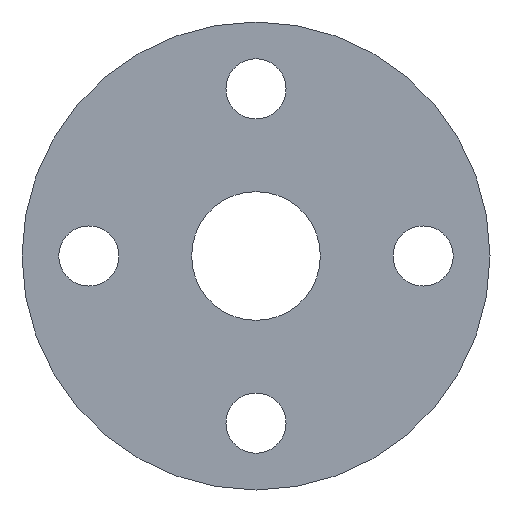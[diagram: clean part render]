
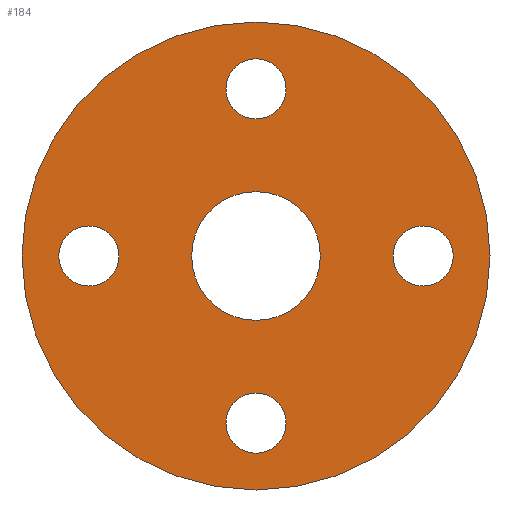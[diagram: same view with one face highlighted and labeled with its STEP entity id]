
A CAD part, front view. The second image highlights one B-rep face of the part: STEP entity #184.
In plain terms, the highlighted planar face has unit normal (0, -1, 0).
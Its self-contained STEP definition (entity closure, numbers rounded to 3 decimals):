
#2 = DIRECTION ( 'NONE',  ( 0., 0., -1. ) ) ;
#12 = AXIS2_PLACEMENT_3D ( 'NONE', #300, #467, #463 ) ;
#15 = DIRECTION ( 'NONE',  ( 0., -1., 0. ) ) ;
#26 = CARTESIAN_POINT ( 'NONE',  ( 0., 0., -50. ) ) ;
#28 = AXIS2_PLACEMENT_3D ( 'NONE', #26, #361, #115 ) ;
#33 = PLANE ( 'NONE',  #262 ) ;
#40 = CIRCLE ( 'NONE', #153, 70. ) ;
#41 = VERTEX_POINT ( 'NONE', #177 ) ;
#49 = EDGE_CURVE ( 'NONE', #498, #390, #169, .T. ) ;
#52 = AXIS2_PLACEMENT_3D ( 'NONE', #460, #450, #455 ) ;
#55 = EDGE_LOOP ( 'NONE', ( #333, #274 ) ) ;
#59 = CIRCLE ( 'NONE', #341, 9. ) ;
#66 = AXIS2_PLACEMENT_3D ( 'NONE', #339, #210, #543 ) ;
#69 = DIRECTION ( 'NONE',  ( 0., -1., 0. ) ) ;
#71 = CIRCLE ( 'NONE', #66, 9. ) ;
#74 = CARTESIAN_POINT ( 'NONE',  ( 0., 0., 70. ) ) ;
#78 = VERTEX_POINT ( 'NONE', #316 ) ;
#80 = EDGE_LOOP ( 'NONE', ( #394, #87 ) ) ;
#86 = CARTESIAN_POINT ( 'NONE',  ( 0., 0., 0. ) ) ;
#87 = ORIENTED_EDGE ( 'NONE', *, *, #438, .F. ) ;
#89 = EDGE_CURVE ( 'NONE', #391, #353, #321, .T. ) ;
#91 = CARTESIAN_POINT ( 'NONE',  ( 0., 0., 50. ) ) ;
#93 = DIRECTION ( 'NONE',  ( 0., 0., 1. ) ) ;
#95 = AXIS2_PLACEMENT_3D ( 'NONE', #204, #161, #453 ) ;
#99 = CARTESIAN_POINT ( 'NONE',  ( 0., 0., -70. ) ) ;
#108 = FACE_BOUND ( 'NONE', #215, .T. ) ;
#115 = DIRECTION ( 'NONE',  ( 0., 0., -1. ) ) ;
#120 = CARTESIAN_POINT ( 'NONE',  ( 0., 0., 59. ) ) ;
#122 = ORIENTED_EDGE ( 'NONE', *, *, #49, .F. ) ;
#125 = EDGE_LOOP ( 'NONE', ( #122, #511 ) ) ;
#127 = CARTESIAN_POINT ( 'NONE',  ( -50., 0., 0. ) ) ;
#132 = CARTESIAN_POINT ( 'NONE',  ( 0., 0., 0. ) ) ;
#137 = VERTEX_POINT ( 'NONE', #446 ) ;
#139 = CARTESIAN_POINT ( 'NONE',  ( 0., 0., -50. ) ) ;
#140 = VERTEX_POINT ( 'NONE', #232 ) ;
#150 = EDGE_CURVE ( 'NONE', #490, #140, #544, .T. ) ;
#153 = AXIS2_PLACEMENT_3D ( 'NONE', #132, #301, #93 ) ;
#161 = DIRECTION ( 'NONE',  ( 0., 1., 0. ) ) ;
#163 = DIRECTION ( 'NONE',  ( 0., 0., -1. ) ) ;
#169 = CIRCLE ( 'NONE', #12, 9. ) ;
#172 = DIRECTION ( 'NONE',  ( 0., 0., -1. ) ) ;
#173 = ORIENTED_EDGE ( 'NONE', *, *, #280, .T. ) ;
#177 = CARTESIAN_POINT ( 'NONE',  ( 0., 0., -19.25 ) ) ;
#180 = CARTESIAN_POINT ( 'NONE',  ( -50., 0., -9. ) ) ;
#184 = ADVANCED_FACE ( 'NONE', ( #483, #284, #481, #108, #516, #447 ), #33, .T. ) ;
#200 = DIRECTION ( 'NONE',  ( 0., 0., -1. ) ) ;
#204 = CARTESIAN_POINT ( 'NONE',  ( 0., 0., 0. ) ) ;
#205 = EDGE_LOOP ( 'NONE', ( #452, #409 ) ) ;
#210 = DIRECTION ( 'NONE',  ( 0., -1., 0. ) ) ;
#215 = EDGE_LOOP ( 'NONE', ( #331, #411 ) ) ;
#219 = CARTESIAN_POINT ( 'NONE',  ( -50., 0., 9. ) ) ;
#221 = AXIS2_PLACEMENT_3D ( 'NONE', #367, #69, #479 ) ;
#232 = CARTESIAN_POINT ( 'NONE',  ( 0., 0., -59. ) ) ;
#244 = DIRECTION ( 'NONE',  ( 0., 1., 0. ) ) ;
#249 = AXIS2_PLACEMENT_3D ( 'NONE', #420, #15, #305 ) ;
#254 = CARTESIAN_POINT ( 'NONE',  ( 50., 0., 9. ) ) ;
#258 = EDGE_CURVE ( 'NONE', #390, #498, #290, .T. ) ;
#261 = CIRCLE ( 'NONE', #387, 19.25 ) ;
#262 = AXIS2_PLACEMENT_3D ( 'NONE', #74, #407, #200 ) ;
#263 = DIRECTION ( 'NONE',  ( 0., -1., 0. ) ) ;
#265 = EDGE_CURVE ( 'NONE', #78, #432, #494, .T. ) ;
#274 = ORIENTED_EDGE ( 'NONE', *, *, #89, .F. ) ;
#280 = EDGE_CURVE ( 'NONE', #41, #419, #261, .T. ) ;
#284 = FACE_BOUND ( 'NONE', #205, .T. ) ;
#290 = CIRCLE ( 'NONE', #428, 9. ) ;
#297 = CARTESIAN_POINT ( 'NONE',  ( 50., 0., -9. ) ) ;
#300 = CARTESIAN_POINT ( 'NONE',  ( -50., 0., 0. ) ) ;
#301 = DIRECTION ( 'NONE',  ( 0., 1., 0. ) ) ;
#302 = EDGE_CURVE ( 'NONE', #419, #41, #334, .T. ) ;
#305 = DIRECTION ( 'NONE',  ( 0., 0., -1. ) ) ;
#306 = VERTEX_POINT ( 'NONE', #120 ) ;
#316 = CARTESIAN_POINT ( 'NONE',  ( 0., 0., 70. ) ) ;
#321 = CIRCLE ( 'NONE', #221, 9. ) ;
#331 = ORIENTED_EDGE ( 'NONE', *, *, #505, .F. ) ;
#333 = ORIENTED_EDGE ( 'NONE', *, *, #359, .F. ) ;
#334 = CIRCLE ( 'NONE', #95, 19.25 ) ;
#339 = CARTESIAN_POINT ( 'NONE',  ( 0., 0., 50. ) ) ;
#341 = AXIS2_PLACEMENT_3D ( 'NONE', #139, #424, #2 ) ;
#343 = EDGE_LOOP ( 'NONE', ( #429, #173 ) ) ;
#344 = EDGE_CURVE ( 'NONE', #306, #137, #71, .T. ) ;
#345 = CARTESIAN_POINT ( 'NONE',  ( 0., 0., -41. ) ) ;
#353 = VERTEX_POINT ( 'NONE', #297 ) ;
#359 = EDGE_CURVE ( 'NONE', #353, #391, #458, .T. ) ;
#361 = DIRECTION ( 'NONE',  ( 0., -1., 0. ) ) ;
#367 = CARTESIAN_POINT ( 'NONE',  ( 50., 0., 0. ) ) ;
#369 = DIRECTION ( 'NONE',  ( 0., 0., 1. ) ) ;
#373 = CIRCLE ( 'NONE', #508, 9. ) ;
#387 = AXIS2_PLACEMENT_3D ( 'NONE', #86, #244, #369 ) ;
#390 = VERTEX_POINT ( 'NONE', #219 ) ;
#391 = VERTEX_POINT ( 'NONE', #254 ) ;
#394 = ORIENTED_EDGE ( 'NONE', *, *, #265, .F. ) ;
#407 = DIRECTION ( 'NONE',  ( 0., -1., 0. ) ) ;
#409 = ORIENTED_EDGE ( 'NONE', *, *, #344, .F. ) ;
#411 = ORIENTED_EDGE ( 'NONE', *, *, #150, .F. ) ;
#419 = VERTEX_POINT ( 'NONE', #512 ) ;
#420 = CARTESIAN_POINT ( 'NONE',  ( 50., 0., 0. ) ) ;
#424 = DIRECTION ( 'NONE',  ( 0., -1., 0. ) ) ;
#428 = AXIS2_PLACEMENT_3D ( 'NONE', #127, #536, #163 ) ;
#429 = ORIENTED_EDGE ( 'NONE', *, *, #302, .T. ) ;
#432 = VERTEX_POINT ( 'NONE', #99 ) ;
#438 = EDGE_CURVE ( 'NONE', #432, #78, #40, .T. ) ;
#446 = CARTESIAN_POINT ( 'NONE',  ( 0., 0., 41. ) ) ;
#447 = FACE_OUTER_BOUND ( 'NONE', #80, .T. ) ;
#450 = DIRECTION ( 'NONE',  ( 0., 1., 0. ) ) ;
#452 = ORIENTED_EDGE ( 'NONE', *, *, #459, .F. ) ;
#453 = DIRECTION ( 'NONE',  ( 0., 0., 1. ) ) ;
#455 = DIRECTION ( 'NONE',  ( 0., 0., 1. ) ) ;
#458 = CIRCLE ( 'NONE', #249, 9. ) ;
#459 = EDGE_CURVE ( 'NONE', #137, #306, #373, .T. ) ;
#460 = CARTESIAN_POINT ( 'NONE',  ( 0., 0., 0. ) ) ;
#463 = DIRECTION ( 'NONE',  ( 0., 0., -1. ) ) ;
#467 = DIRECTION ( 'NONE',  ( 0., -1., 0. ) ) ;
#479 = DIRECTION ( 'NONE',  ( 0., 0., -1. ) ) ;
#481 = FACE_BOUND ( 'NONE', #125, .T. ) ;
#483 = FACE_BOUND ( 'NONE', #55, .T. ) ;
#490 = VERTEX_POINT ( 'NONE', #345 ) ;
#494 = CIRCLE ( 'NONE', #52, 70. ) ;
#498 = VERTEX_POINT ( 'NONE', #180 ) ;
#505 = EDGE_CURVE ( 'NONE', #140, #490, #59, .T. ) ;
#508 = AXIS2_PLACEMENT_3D ( 'NONE', #91, #263, #172 ) ;
#511 = ORIENTED_EDGE ( 'NONE', *, *, #258, .F. ) ;
#512 = CARTESIAN_POINT ( 'NONE',  ( 0., 0., 19.25 ) ) ;
#516 = FACE_BOUND ( 'NONE', #343, .T. ) ;
#536 = DIRECTION ( 'NONE',  ( 0., -1., 0. ) ) ;
#543 = DIRECTION ( 'NONE',  ( 0., 0., -1. ) ) ;
#544 = CIRCLE ( 'NONE', #28, 9. ) ;
